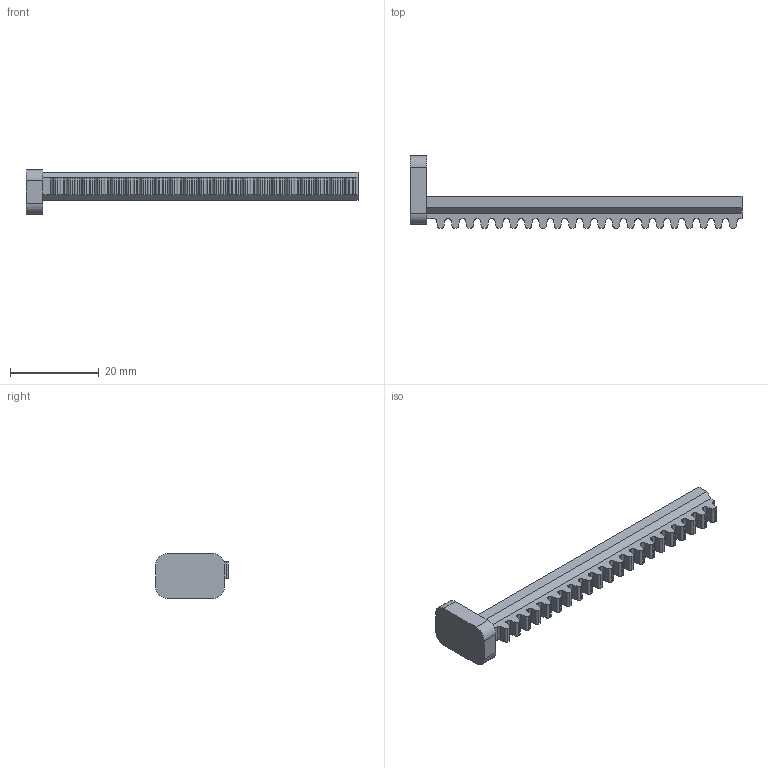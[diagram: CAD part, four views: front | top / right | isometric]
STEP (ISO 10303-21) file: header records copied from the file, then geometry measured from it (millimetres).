
FILE_DESCRIPTION (( 'STEP AP214' ), '1' );
FILE_NAME ('Rack, Servo to Linear_75mm_MINI.STEP', '2018-10-28T18:55:53', ( 'Ali' ), ( 'Microsoft' ), 'SwSTEP 2.0', 'SolidWorks 2010', '' );
FILE_SCHEMA (( 'AUTOMOTIVE_DESIGN' ));
Length unit declared in the file: inch
Products named in the file (1): Rack, Servo to Linear_75mm_MINI
Bounding box: 75 x 16.34 x 10.16 mm (x, y, z)
Volume: 2814.4 mm3; surface area: 2387.8 mm2
Topology: 1 solids, 1 shells, 187 faces, 552 edges, 368 vertices
Faces by surface type: plane 99, cylinder 88
Entity records: 6322 total; most frequent: CARTESIAN_POINT 1108, DIRECTION 1104, ORIENTED_EDGE 1104, EDGE_CURVE 552, LINE 376, VECTOR 376, VERTEX_POINT 368, AXIS2_PLACEMENT_3D 364
